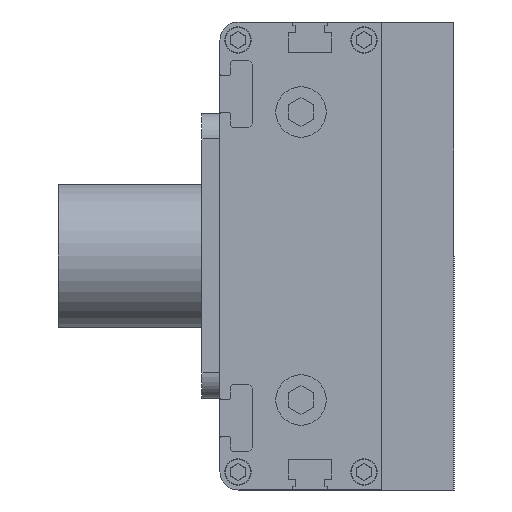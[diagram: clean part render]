
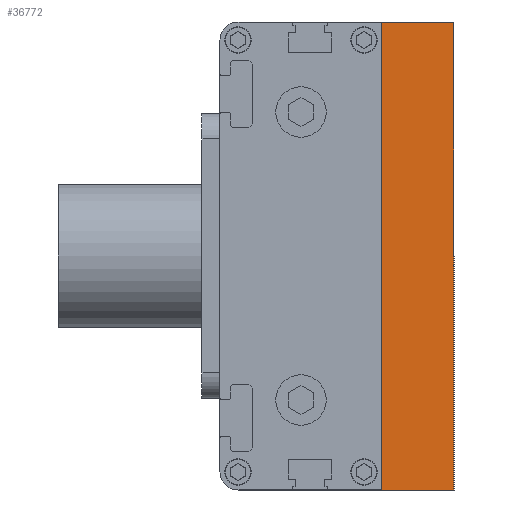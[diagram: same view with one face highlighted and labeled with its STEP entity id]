
A CAD part, left-side view. The second image highlights one B-rep face of the part: STEP entity #36772.
In plain terms, the highlighted planar face has unit normal (-1, 0, 0).
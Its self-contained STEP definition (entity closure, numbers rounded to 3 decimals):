
#780 = CARTESIAN_POINT ( 'NONE',  ( -752., -20., 65. ) ) ;
#1344 = DIRECTION ( 'NONE',  ( 0., 1., 0. ) ) ;
#1467 = EDGE_CURVE ( 'NONE', #26142, #9419, #24628, .T. ) ;
#2316 = VECTOR ( 'NONE', #3610, 1000. ) ;
#2757 = ORIENTED_EDGE ( 'NONE', *, *, #6351, .F. ) ;
#2831 = CARTESIAN_POINT ( 'NONE',  ( -752., 0., 65. ) ) ;
#3398 = ORIENTED_EDGE ( 'NONE', *, *, #3828, .F. ) ;
#3610 = DIRECTION ( 'NONE',  ( 0., 1., 0. ) ) ;
#3828 = EDGE_CURVE ( 'NONE', #29355, #12171, #21158, .T. ) ;
#4637 = CARTESIAN_POINT ( 'NONE',  ( -752., -20., 65. ) ) ;
#6351 = EDGE_CURVE ( 'NONE', #26142, #29355, #24849, .T. ) ;
#6695 = DIRECTION ( 'NONE',  ( 0., 0., -1. ) ) ;
#8098 = AXIS2_PLACEMENT_3D ( 'NONE', #15455, #9733, #6695 ) ;
#9332 = CARTESIAN_POINT ( 'NONE',  ( -752., -20., -65. ) ) ;
#9419 = VERTEX_POINT ( 'NONE', #2831 ) ;
#9733 = DIRECTION ( 'NONE',  ( 1., 0., 0. ) ) ;
#9864 = VECTOR ( 'NONE', #24510, 1000. ) ;
#10064 = ORIENTED_EDGE ( 'NONE', *, *, #1467, .T. ) ;
#12171 = VERTEX_POINT ( 'NONE', #36373 ) ;
#15455 = CARTESIAN_POINT ( 'NONE',  ( -752., -20., 65. ) ) ;
#16281 = DIRECTION ( 'NONE',  ( 0., 0., -1. ) ) ;
#19947 = ORIENTED_EDGE ( 'NONE', *, *, #37414, .T. ) ;
#21158 = LINE ( 'NONE', #9332, #2316 ) ;
#21189 = FACE_OUTER_BOUND ( 'NONE', #22782, .T. ) ;
#21233 = VECTOR ( 'NONE', #1344, 1000. ) ;
#21458 = LINE ( 'NONE', #27380, #9864 ) ;
#22782 = EDGE_LOOP ( 'NONE', ( #19947, #3398, #2757, #10064 ) ) ;
#24510 = DIRECTION ( 'NONE',  ( 0., 0., -1. ) ) ;
#24628 = LINE ( 'NONE', #780, #21233 ) ;
#24849 = LINE ( 'NONE', #4637, #35845 ) ;
#26142 = VERTEX_POINT ( 'NONE', #37766 ) ;
#27380 = CARTESIAN_POINT ( 'NONE',  ( -752., 0., 65. ) ) ;
#28307 = CARTESIAN_POINT ( 'NONE',  ( -752., -20., -65. ) ) ;
#29355 = VERTEX_POINT ( 'NONE', #28307 ) ;
#35707 = PLANE ( 'NONE',  #8098 ) ;
#35845 = VECTOR ( 'NONE', #16281, 1000. ) ;
#36373 = CARTESIAN_POINT ( 'NONE',  ( -752., 0., -65. ) ) ;
#36772 = ADVANCED_FACE ( 'NONE', ( #21189 ), #35707, .F. ) ;
#37414 = EDGE_CURVE ( 'NONE', #9419, #12171, #21458, .T. ) ;
#37766 = CARTESIAN_POINT ( 'NONE',  ( -752., -20., 65. ) ) ;
